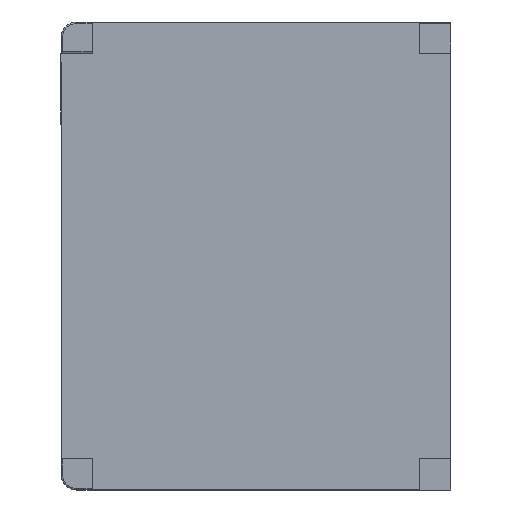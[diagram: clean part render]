
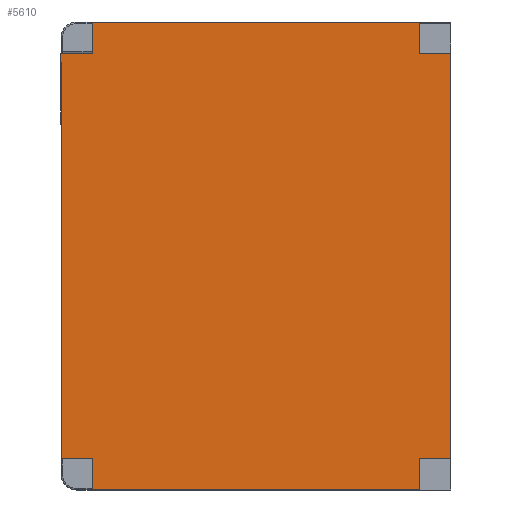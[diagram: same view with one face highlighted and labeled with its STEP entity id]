
A CAD part, front view. The second image highlights one B-rep face of the part: STEP entity #5610.
In plain terms, the highlighted planar face has unit normal (0, -1, 0).
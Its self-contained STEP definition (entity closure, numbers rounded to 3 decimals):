
#26 = DIRECTION ( 'NONE',  ( 0., 0., 1. ) ) ;
#75 = CARTESIAN_POINT ( 'NONE',  ( -260., 0., -250. ) ) ;
#148 = PLANE ( 'NONE',  #9070 ) ;
#152 = AXIS2_PLACEMENT_3D ( 'NONE', #7437, #6658, #26 ) ;
#233 = LINE ( 'NONE', #8670, #7310 ) ;
#294 = EDGE_CURVE ( 'NONE', #8769, #6360, #8577, .T. ) ;
#311 = VERTEX_POINT ( 'NONE', #9311 ) ;
#315 = VECTOR ( 'NONE', #3925, 1000. ) ;
#385 = DIRECTION ( 'NONE',  ( -1., 0., 0. ) ) ;
#460 = CARTESIAN_POINT ( 'NONE',  ( 300., 0., -210. ) ) ;
#485 = DIRECTION ( 'NONE',  ( 0., 0., 1. ) ) ;
#627 = DIRECTION ( 'NONE',  ( 1., 0., 0. ) ) ;
#661 = LINE ( 'NONE', #3639, #7943 ) ;
#737 = DIRECTION ( 'NONE',  ( 0., 0., 1. ) ) ;
#760 = DIRECTION ( 'NONE',  ( -1., 0., 0. ) ) ;
#763 = VERTEX_POINT ( 'NONE', #7888 ) ;
#783 = VECTOR ( 'NONE', #3766, 1000. ) ;
#791 = LINE ( 'NONE', #4501, #783 ) ;
#796 = CARTESIAN_POINT ( 'NONE',  ( 260., 0., -250. ) ) ;
#912 = CARTESIAN_POINT ( 'NONE',  ( -300., 0., -210. ) ) ;
#916 = CARTESIAN_POINT ( 'NONE',  ( -261., 0., -210. ) ) ;
#937 = VECTOR ( 'NONE', #385, 1000. ) ;
#992 = ORIENTED_EDGE ( 'NONE', *, *, #6597, .T. ) ;
#1111 = CARTESIAN_POINT ( 'NONE',  ( 261., 0., 211. ) ) ;
#1188 = CIRCLE ( 'NONE', #7730, 1. ) ;
#1197 = VERTEX_POINT ( 'NONE', #7200 ) ;
#1894 = LINE ( 'NONE', #2671, #1921 ) ;
#1898 = VERTEX_POINT ( 'NONE', #9364 ) ;
#1921 = VECTOR ( 'NONE', #1944, 1000. ) ;
#1944 = DIRECTION ( 'NONE',  ( 0., 0., -1. ) ) ;
#2090 = LINE ( 'NONE', #6430, #6785 ) ;
#2365 = VERTEX_POINT ( 'NONE', #460 ) ;
#2422 = CARTESIAN_POINT ( 'NONE',  ( 261., 0., -210. ) ) ;
#2565 = CARTESIAN_POINT ( 'NONE',  ( 261., 0., -211. ) ) ;
#2627 = CARTESIAN_POINT ( 'NONE',  ( -260., 0., -211. ) ) ;
#2671 = CARTESIAN_POINT ( 'NONE',  ( 300., 0., -210. ) ) ;
#2692 = AXIS2_PLACEMENT_3D ( 'NONE', #8294, #5224, #4540 ) ;
#3093 = ORIENTED_EDGE ( 'NONE', *, *, #294, .F. ) ;
#3201 = VERTEX_POINT ( 'NONE', #912 ) ;
#3639 = CARTESIAN_POINT ( 'NONE',  ( -260., 0., -250. ) ) ;
#3670 = VECTOR ( 'NONE', #4555, 1000. ) ;
#3724 = EDGE_LOOP ( 'NONE', ( #8141, #3093, #7830, #992, #8152, #5170, #6404, #7852, #9493, #7105, #7023, #9530, #3879, #8757, #5395, #8201 ) ) ;
#3766 = DIRECTION ( 'NONE',  ( 1., 0., 0. ) ) ;
#3780 = DIRECTION ( 'NONE',  ( 0., 0., 1. ) ) ;
#3879 = ORIENTED_EDGE ( 'NONE', *, *, #6911, .F. ) ;
#3925 = DIRECTION ( 'NONE',  ( 1., 0., 0. ) ) ;
#4019 = LINE ( 'NONE', #9237, #315 ) ;
#4129 = EDGE_CURVE ( 'NONE', #7274, #8314, #2090, .T. ) ;
#4163 = EDGE_CURVE ( 'NONE', #7030, #1898, #9457, .T. ) ;
#4501 = CARTESIAN_POINT ( 'NONE',  ( -300., 0., 210. ) ) ;
#4540 = DIRECTION ( 'NONE',  ( 0., 0., 1. ) ) ;
#4555 = DIRECTION ( 'NONE',  ( 0., 0., -1. ) ) ;
#4659 = DIRECTION ( 'NONE',  ( 0., 0., 1. ) ) ;
#4661 = EDGE_CURVE ( 'NONE', #1197, #2365, #1894, .T. ) ;
#4758 = CARTESIAN_POINT ( 'NONE',  ( -300., 0., -210. ) ) ;
#4824 = VERTEX_POINT ( 'NONE', #5481 ) ;
#4915 = CARTESIAN_POINT ( 'NONE',  ( -260., 0., 211. ) ) ;
#4917 = DIRECTION ( 'NONE',  ( -1., 0., 0. ) ) ;
#4945 = EDGE_CURVE ( 'NONE', #3201, #4824, #6900, .T. ) ;
#4950 = VERTEX_POINT ( 'NONE', #2422 ) ;
#4971 = DIRECTION ( 'NONE',  ( 0., 0., -1. ) ) ;
#5170 = ORIENTED_EDGE ( 'NONE', *, *, #4661, .F. ) ;
#5172 = DIRECTION ( 'NONE',  ( 0., 1., 0. ) ) ;
#5224 = DIRECTION ( 'NONE',  ( 0., 1., 0. ) ) ;
#5310 = VECTOR ( 'NONE', #627, 1000. ) ;
#5368 = CARTESIAN_POINT ( 'NONE',  ( 0., 0., 0. ) ) ;
#5395 = ORIENTED_EDGE ( 'NONE', *, *, #8887, .F. ) ;
#5481 = CARTESIAN_POINT ( 'NONE',  ( -300., 0., 210. ) ) ;
#5502 = DIRECTION ( 'NONE',  ( 0., 0., 1. ) ) ;
#5533 = DIRECTION ( 'NONE',  ( 0., 1., 0. ) ) ;
#5610 = ADVANCED_FACE ( 'NONE', ( #6829 ), #148, .F. ) ;
#5631 = EDGE_CURVE ( 'NONE', #6166, #7423, #5643, .T. ) ;
#5643 = CIRCLE ( 'NONE', #2692, 1. ) ;
#5823 = EDGE_CURVE ( 'NONE', #311, #1197, #8820, .T. ) ;
#6166 = VERTEX_POINT ( 'NONE', #916 ) ;
#6224 = EDGE_CURVE ( 'NONE', #2365, #4950, #233, .T. ) ;
#6229 = CIRCLE ( 'NONE', #152, 1. ) ;
#6281 = VECTOR ( 'NONE', #4659, 1000. ) ;
#6360 = VERTEX_POINT ( 'NONE', #75 ) ;
#6390 = CIRCLE ( 'NONE', #8415, 1. ) ;
#6404 = ORIENTED_EDGE ( 'NONE', *, *, #5823, .F. ) ;
#6405 = EDGE_CURVE ( 'NONE', #6360, #7423, #661, .T. ) ;
#6430 = CARTESIAN_POINT ( 'NONE',  ( 260., 0., 250. ) ) ;
#6451 = EDGE_CURVE ( 'NONE', #7030, #7296, #6229, .T. ) ;
#6481 = CARTESIAN_POINT ( 'NONE',  ( -260., 0., -250. ) ) ;
#6483 = CARTESIAN_POINT ( 'NONE',  ( -260., 0., 250. ) ) ;
#6580 = EDGE_CURVE ( 'NONE', #1898, #7274, #4019, .T. ) ;
#6597 = EDGE_CURVE ( 'NONE', #763, #4950, #6390, .T. ) ;
#6658 = DIRECTION ( 'NONE',  ( 0., 1., 0. ) ) ;
#6785 = VECTOR ( 'NONE', #4971, 1000. ) ;
#6829 = FACE_OUTER_BOUND ( 'NONE', #3724, .T. ) ;
#6900 = LINE ( 'NONE', #4758, #6281 ) ;
#6911 = EDGE_CURVE ( 'NONE', #4824, #7296, #791, .T. ) ;
#6966 = CARTESIAN_POINT ( 'NONE',  ( -261., 0., 210. ) ) ;
#7023 = ORIENTED_EDGE ( 'NONE', *, *, #4163, .F. ) ;
#7030 = VERTEX_POINT ( 'NONE', #4915 ) ;
#7060 = DIRECTION ( 'NONE',  ( 0., 1., 0. ) ) ;
#7105 = ORIENTED_EDGE ( 'NONE', *, *, #6580, .F. ) ;
#7200 = CARTESIAN_POINT ( 'NONE',  ( 300., 0., 210. ) ) ;
#7274 = VERTEX_POINT ( 'NONE', #7747 ) ;
#7296 = VERTEX_POINT ( 'NONE', #6966 ) ;
#7310 = VECTOR ( 'NONE', #4917, 1000. ) ;
#7423 = VERTEX_POINT ( 'NONE', #2627 ) ;
#7437 = CARTESIAN_POINT ( 'NONE',  ( -261., 0., 211. ) ) ;
#7441 = CARTESIAN_POINT ( 'NONE',  ( -300., 0., -210. ) ) ;
#7682 = DIRECTION ( 'NONE',  ( 0., 0., 1. ) ) ;
#7730 = AXIS2_PLACEMENT_3D ( 'NONE', #1111, #7060, #5502 ) ;
#7747 = CARTESIAN_POINT ( 'NONE',  ( 260., 0., 250. ) ) ;
#7830 = ORIENTED_EDGE ( 'NONE', *, *, #9304, .F. ) ;
#7852 = ORIENTED_EDGE ( 'NONE', *, *, #8593, .T. ) ;
#7888 = CARTESIAN_POINT ( 'NONE',  ( 260., 0., -211. ) ) ;
#7943 = VECTOR ( 'NONE', #3780, 1000. ) ;
#8084 = LINE ( 'NONE', #7441, #9451 ) ;
#8141 = ORIENTED_EDGE ( 'NONE', *, *, #6405, .F. ) ;
#8152 = ORIENTED_EDGE ( 'NONE', *, *, #6224, .F. ) ;
#8201 = ORIENTED_EDGE ( 'NONE', *, *, #5631, .T. ) ;
#8260 = LINE ( 'NONE', #796, #3670 ) ;
#8294 = CARTESIAN_POINT ( 'NONE',  ( -261., 0., -211. ) ) ;
#8314 = VERTEX_POINT ( 'NONE', #8727 ) ;
#8415 = AXIS2_PLACEMENT_3D ( 'NONE', #2565, #5533, #7682 ) ;
#8498 = VECTOR ( 'NONE', #485, 1000. ) ;
#8577 = LINE ( 'NONE', #6481, #937 ) ;
#8593 = EDGE_CURVE ( 'NONE', #311, #8314, #1188, .T. ) ;
#8670 = CARTESIAN_POINT ( 'NONE',  ( 260., 0., -210. ) ) ;
#8722 = CARTESIAN_POINT ( 'NONE',  ( 300., 0., 210. ) ) ;
#8727 = CARTESIAN_POINT ( 'NONE',  ( 260., 0., 211. ) ) ;
#8757 = ORIENTED_EDGE ( 'NONE', *, *, #4945, .F. ) ;
#8769 = VERTEX_POINT ( 'NONE', #9353 ) ;
#8820 = LINE ( 'NONE', #8722, #5310 ) ;
#8887 = EDGE_CURVE ( 'NONE', #6166, #3201, #8084, .T. ) ;
#9070 = AXIS2_PLACEMENT_3D ( 'NONE', #5368, #5172, #737 ) ;
#9237 = CARTESIAN_POINT ( 'NONE',  ( -260., 0., 250. ) ) ;
#9304 = EDGE_CURVE ( 'NONE', #763, #8769, #8260, .T. ) ;
#9311 = CARTESIAN_POINT ( 'NONE',  ( 261., 0., 210. ) ) ;
#9353 = CARTESIAN_POINT ( 'NONE',  ( 260., 0., -250. ) ) ;
#9364 = CARTESIAN_POINT ( 'NONE',  ( -260., 0., 250. ) ) ;
#9451 = VECTOR ( 'NONE', #760, 1000. ) ;
#9457 = LINE ( 'NONE', #6483, #8498 ) ;
#9493 = ORIENTED_EDGE ( 'NONE', *, *, #4129, .F. ) ;
#9530 = ORIENTED_EDGE ( 'NONE', *, *, #6451, .T. ) ;
